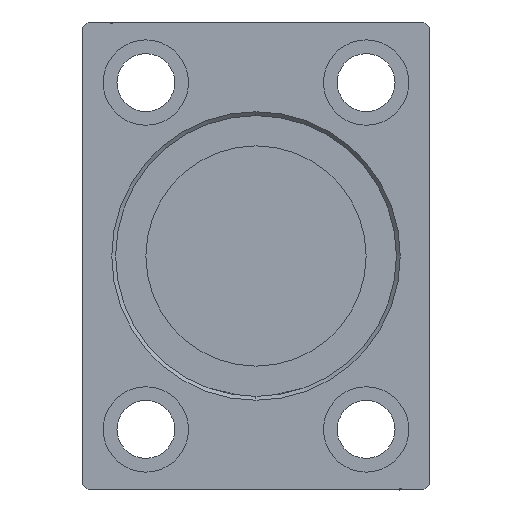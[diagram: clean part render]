
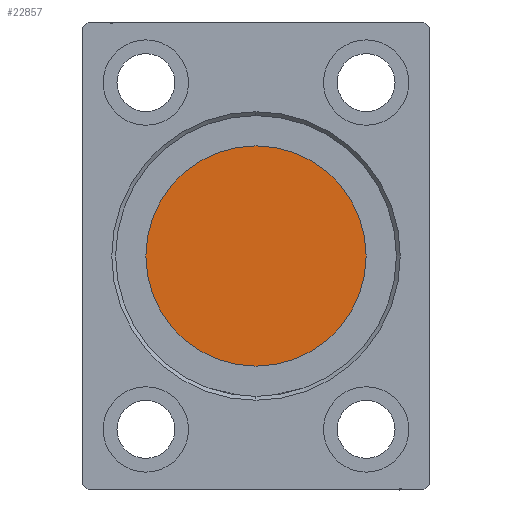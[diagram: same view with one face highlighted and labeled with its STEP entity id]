
A CAD part, left-side view. The second image highlights one B-rep face of the part: STEP entity #22857.
In plain terms, the highlighted planar face has unit normal (-1, 0, 0).
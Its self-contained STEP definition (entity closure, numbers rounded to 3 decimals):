
#323 = ORIENTED_EDGE ( 'NONE', *, *, #3445, .T. ) ;
#390 = CARTESIAN_POINT ( 'NONE',  ( 81.3, 0., 0. ) ) ;
#1106 = DIRECTION ( 'NONE',  ( -1., 0., 0. ) ) ;
#3445 = EDGE_CURVE ( 'NONE', #4563, #29042, #7153, .T. ) ;
#4563 = VERTEX_POINT ( 'NONE', #14462 ) ;
#6152 = CARTESIAN_POINT ( 'NONE',  ( 81.3, 0., -20. ) ) ;
#7153 = CIRCLE ( 'NONE', #16022, 20. ) ;
#11162 = DIRECTION ( 'NONE',  ( 0., 0., 1. ) ) ;
#14462 = CARTESIAN_POINT ( 'NONE',  ( 81.3, 0., 20. ) ) ;
#15549 = DIRECTION ( 'NONE',  ( 0., 0., 1. ) ) ;
#16022 = AXIS2_PLACEMENT_3D ( 'NONE', #390, #42179, #20317 ) ;
#18240 = FACE_OUTER_BOUND ( 'NONE', #33041, .T. ) ;
#18764 = CIRCLE ( 'NONE', #27683, 20. ) ;
#20317 = DIRECTION ( 'NONE',  ( 0., 0., 1. ) ) ;
#22857 = ADVANCED_FACE ( 'NONE', ( #18240 ), #34108, .T. ) ;
#27683 = AXIS2_PLACEMENT_3D ( 'NONE', #36067, #28195, #15549 ) ;
#28195 = DIRECTION ( 'NONE',  ( -1., 0., 0. ) ) ;
#29042 = VERTEX_POINT ( 'NONE', #6152 ) ;
#30481 = CARTESIAN_POINT ( 'NONE',  ( 81.3, 0., 0. ) ) ;
#33041 = EDGE_LOOP ( 'NONE', ( #323, #37579 ) ) ;
#33650 = AXIS2_PLACEMENT_3D ( 'NONE', #30481, #1106, #11162 ) ;
#34108 = PLANE ( 'NONE',  #33650 ) ;
#36067 = CARTESIAN_POINT ( 'NONE',  ( 81.3, 0., 0. ) ) ;
#37479 = EDGE_CURVE ( 'NONE', #29042, #4563, #18764, .T. ) ;
#37579 = ORIENTED_EDGE ( 'NONE', *, *, #37479, .T. ) ;
#42179 = DIRECTION ( 'NONE',  ( -1., 0., 0. ) ) ;
